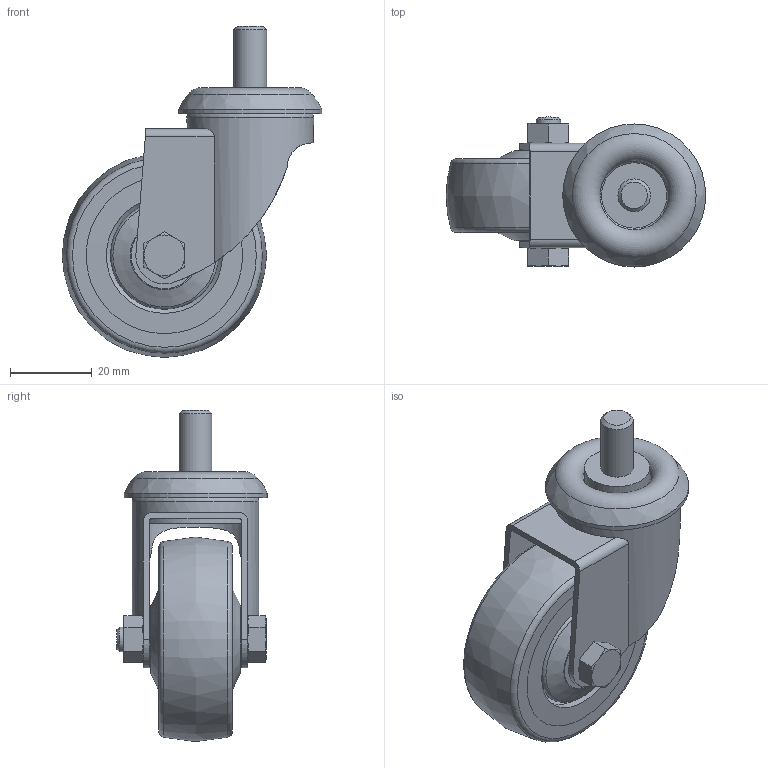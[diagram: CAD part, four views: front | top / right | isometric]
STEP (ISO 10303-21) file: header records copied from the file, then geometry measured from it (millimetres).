
FILE_DESCRIPTION(/* description */ ('RUOTA D.50 GIREV. S/P S/FC/PERNO M8'),/* implementation_level */ '2;1');
FILE_NAME(/* name */ 'CRUST0000018.stp',/* time_stamp */ '2025-02-10T11:17:24+01:00',/* author */ ('tecnico5'),/* organization */ ('Microsoft'),/* preprocessor_version */ 'ST-DEVELOPER v20',/* originating_system */ 'Autodesk Inventor 2022',/* authorisation */ '');
FILE_SCHEMA (('AUTOMOTIVE_DESIGN { 1 0 10303 214 3 1 1 }'));
Length unit declared in the file: millimetre
Products named in the file (7): CRUST0000018; 440000025795; 440000025796; 440000025797; 440000025800; 440000025798; 440000025799
Assembly tree (7 placements, depth 2):
  CRUST0000018
    440000025795
    440000025796  x2
    440000025797
    440000025800
    440000025798
    440000025799
Bounding box: 63.5 x 36.75 x 81 mm (x, y, z)
Volume: 44130.2 mm3; surface area: 21919.8 mm2
Topology: 7 solids, 7 shells, 144 faces, 292 edges, 176 vertices
Faces by surface type: plane 48, cone 38, cylinder 33, torus 23, bspline 2
Full cylindrical faces by diameter (mm): 4.917 x1, 5.9 x1, 6 x3, 6.3 x2, 7.1 x1, 7.9 x1, 8 x4, 16 x1, 25.4 x2, 26.4 x2, 28.4 x2, 31 x1, 35 x1
Entity records: 4016 total; most frequent: CARTESIAN_POINT 891, DIRECTION 646, ORIENTED_EDGE 546, AXIS2_PLACEMENT_3D 288, EDGE_CURVE 273, VERTEX_POINT 165, EDGE_LOOP 158, CIRCLE 139
